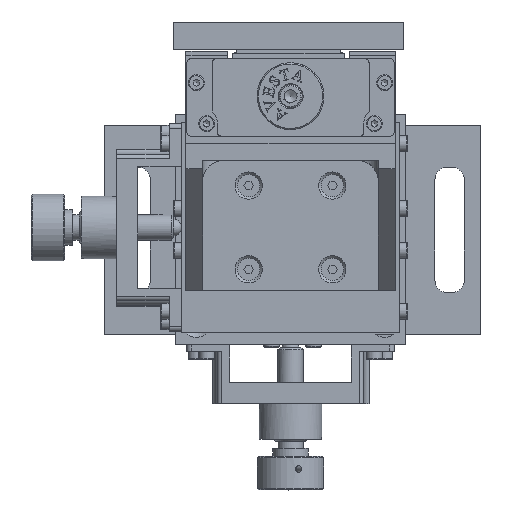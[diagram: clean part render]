
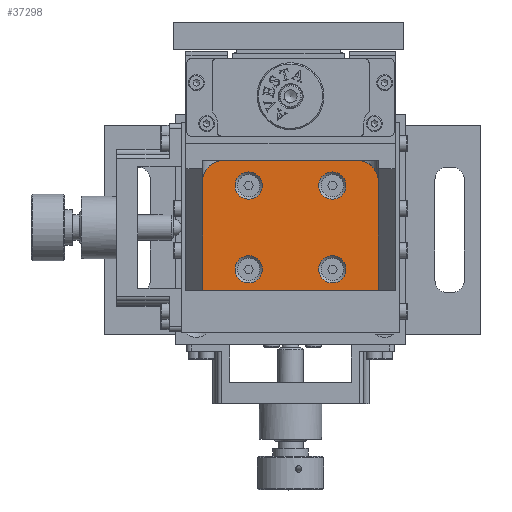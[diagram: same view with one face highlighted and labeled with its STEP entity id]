
A CAD part, top view. The second image highlights one B-rep face of the part: STEP entity #37298.
In plain terms, the highlighted planar face has unit normal (0, -0.001, 1).
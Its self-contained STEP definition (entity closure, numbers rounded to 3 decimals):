
#1661=FACE_BOUND('',#12598,.T.);
#1662=FACE_BOUND('',#12599,.T.);
#1663=FACE_BOUND('',#12600,.T.);
#1664=FACE_BOUND('',#12601,.T.);
#2654=PLANE('',#39878);
#5094=LINE('',#62411,#8085);
#5100=LINE('',#62425,#8091);
#5104=LINE('',#62432,#8095);
#5105=LINE('',#62433,#8096);
#8085=VECTOR('',#47033,10.);
#8091=VECTOR('',#47045,10.);
#8095=VECTOR('',#47053,10.);
#8096=VECTOR('',#47054,10.);
#10496=FACE_OUTER_BOUND('',#12597,.T.);
#12597=EDGE_LOOP('',(#30760,#30761,#30762,#30763,#30764,#30765));
#12598=EDGE_LOOP('',(#30766,#30767));
#12599=EDGE_LOOP('',(#30768,#30769));
#12600=EDGE_LOOP('',(#30770,#30771));
#12601=EDGE_LOOP('',(#30772,#30773));
#14161=CIRCLE('',#39844,3.25);
#14162=CIRCLE('',#39845,3.25);
#14163=CIRCLE('',#39847,3.25);
#14164=CIRCLE('',#39848,3.25);
#14165=CIRCLE('',#39850,3.25);
#14166=CIRCLE('',#39851,3.25);
#14173=CIRCLE('',#39862,3.25);
#14174=CIRCLE('',#39863,3.25);
#14179=CIRCLE('',#39876,5.);
#14180=CIRCLE('',#39879,5.);
#17197=VERTEX_POINT('',#62337);
#17198=VERTEX_POINT('',#62338);
#17199=VERTEX_POINT('',#62343);
#17200=VERTEX_POINT('',#62344);
#17201=VERTEX_POINT('',#62349);
#17202=VERTEX_POINT('',#62350);
#17209=VERTEX_POINT('',#62373);
#17210=VERTEX_POINT('',#62374);
#17214=VERTEX_POINT('',#62386);
#17216=VERTEX_POINT('',#62392);
#17223=VERTEX_POINT('',#62408);
#17224=VERTEX_POINT('',#62410);
#17228=VERTEX_POINT('',#62422);
#17229=VERTEX_POINT('',#62424);
#21939=EDGE_CURVE('',#17197,#17198,#14161,.T.);
#21940=EDGE_CURVE('',#17198,#17197,#14162,.T.);
#21942=EDGE_CURVE('',#17199,#17200,#14163,.T.);
#21943=EDGE_CURVE('',#17200,#17199,#14164,.T.);
#21945=EDGE_CURVE('',#17201,#17202,#14165,.T.);
#21946=EDGE_CURVE('',#17202,#17201,#14166,.T.);
#21957=EDGE_CURVE('',#17209,#17210,#14173,.T.);
#21958=EDGE_CURVE('',#17210,#17209,#14174,.T.);
#21974=EDGE_CURVE('',#17224,#17223,#5094,.T.);
#21978=EDGE_CURVE('',#17223,#17214,#14179,.T.);
#21981=EDGE_CURVE('',#17229,#17228,#5100,.T.);
#21985=EDGE_CURVE('',#17216,#17229,#14180,.T.);
#21986=EDGE_CURVE('',#17224,#17228,#5104,.T.);
#21987=EDGE_CURVE('',#17214,#17216,#5105,.T.);
#30760=ORIENTED_EDGE('',*,*,#21985,.T.);
#30761=ORIENTED_EDGE('',*,*,#21981,.T.);
#30762=ORIENTED_EDGE('',*,*,#21986,.F.);
#30763=ORIENTED_EDGE('',*,*,#21974,.T.);
#30764=ORIENTED_EDGE('',*,*,#21978,.T.);
#30765=ORIENTED_EDGE('',*,*,#21987,.T.);
#30766=ORIENTED_EDGE('',*,*,#21939,.T.);
#30767=ORIENTED_EDGE('',*,*,#21940,.T.);
#30768=ORIENTED_EDGE('',*,*,#21942,.T.);
#30769=ORIENTED_EDGE('',*,*,#21943,.T.);
#30770=ORIENTED_EDGE('',*,*,#21945,.T.);
#30771=ORIENTED_EDGE('',*,*,#21946,.T.);
#30772=ORIENTED_EDGE('',*,*,#21957,.T.);
#30773=ORIENTED_EDGE('',*,*,#21958,.T.);
#37298=ADVANCED_FACE('',(#10496,#1661,#1662,#1663,#1664),#2654,.T.);
#39844=AXIS2_PLACEMENT_3D('',#62339,#46956,#46957);
#39845=AXIS2_PLACEMENT_3D('',#62340,#46958,#46959);
#39847=AXIS2_PLACEMENT_3D('',#62345,#46963,#46964);
#39848=AXIS2_PLACEMENT_3D('',#62346,#46965,#46966);
#39850=AXIS2_PLACEMENT_3D('',#62351,#46970,#46971);
#39851=AXIS2_PLACEMENT_3D('',#62352,#46972,#46973);
#39862=AXIS2_PLACEMENT_3D('',#62375,#46998,#46999);
#39863=AXIS2_PLACEMENT_3D('',#62376,#47000,#47001);
#39876=AXIS2_PLACEMENT_3D('',#62417,#47039,#47040);
#39878=AXIS2_PLACEMENT_3D('',#62430,#47049,#47050);
#39879=AXIS2_PLACEMENT_3D('',#62431,#47051,#47052);
#46956=DIRECTION('center_axis',(0.,0.001,
-1.));
#46957=DIRECTION('ref_axis',(0.,-1.,-0.001));
#46958=DIRECTION('center_axis',(0.,0.001,
-1.));
#46959=DIRECTION('ref_axis',(0.,-1.,-0.001));
#46963=DIRECTION('center_axis',(0.,0.001,
-1.));
#46964=DIRECTION('ref_axis',(0.,-1.,-0.001));
#46965=DIRECTION('center_axis',(0.,0.001,
-1.));
#46966=DIRECTION('ref_axis',(0.,-1.,-0.001));
#46970=DIRECTION('center_axis',(0.,0.001,
-1.));
#46971=DIRECTION('ref_axis',(0.,-1.,-0.001));
#46972=DIRECTION('center_axis',(0.,0.001,
-1.));
#46973=DIRECTION('ref_axis',(0.,-1.,-0.001));
#46998=DIRECTION('center_axis',(0.,0.001,
-1.));
#46999=DIRECTION('ref_axis',(0.,-1.,-0.001));
#47000=DIRECTION('center_axis',(0.,0.001,
-1.));
#47001=DIRECTION('ref_axis',(0.,-1.,-0.001));
#47033=DIRECTION('',(0.,1.,0.001));
#47039=DIRECTION('center_axis',(0.,-0.001,
1.));
#47040=DIRECTION('ref_axis',(-1.,0.,0.));
#47045=DIRECTION('',(0.,-1.,-0.001));
#47049=DIRECTION('center_axis',(0.,-0.001,
1.));
#47050=DIRECTION('ref_axis',(-1.,0.,0.));
#47051=DIRECTION('center_axis',(0.,-0.001,
1.));
#47052=DIRECTION('ref_axis',(0.,-1.,-0.001));
#47053=DIRECTION('',(-1.,0.,0.));
#47054=DIRECTION('',(-1.,0.,0.));
#62337=CARTESIAN_POINT('',(-4.864,26.571,60.514));
#62338=CARTESIAN_POINT('',(-4.864,33.071,60.518));
#62339=CARTESIAN_POINT('Origin',(-4.864,29.821,60.516));
#62340=CARTESIAN_POINT('Origin',(-4.864,29.821,60.516));
#62343=CARTESIAN_POINT('',(15.136,26.571,60.514));
#62344=CARTESIAN_POINT('',(15.136,33.071,60.518));
#62345=CARTESIAN_POINT('Origin',(15.136,29.821,60.516));
#62346=CARTESIAN_POINT('Origin',(15.136,29.821,60.516));
#62349=CARTESIAN_POINT('',(-4.864,6.571,60.501));
#62350=CARTESIAN_POINT('',(-4.864,13.071,60.505));
#62351=CARTESIAN_POINT('Origin',(-4.864,9.821,60.503));
#62352=CARTESIAN_POINT('Origin',(-4.864,9.821,60.503));
#62373=CARTESIAN_POINT('',(15.136,6.571,60.501));
#62374=CARTESIAN_POINT('',(15.136,13.071,60.505));
#62375=CARTESIAN_POINT('Origin',(15.136,9.821,60.503));
#62376=CARTESIAN_POINT('Origin',(15.136,9.821,60.503));
#62386=CARTESIAN_POINT('',(21.136,35.821,60.52));
#62392=CARTESIAN_POINT('',(-10.864,35.821,60.52));
#62408=CARTESIAN_POINT('',(26.136,30.821,60.517));
#62410=CARTESIAN_POINT('',(26.136,4.821,60.499));
#62411=CARTESIAN_POINT('',(26.136,30.821,60.517));
#62417=CARTESIAN_POINT('Origin',(21.136,30.821,60.517));
#62422=CARTESIAN_POINT('',(-15.864,4.821,60.499));
#62424=CARTESIAN_POINT('',(-15.864,30.821,60.517));
#62425=CARTESIAN_POINT('',(-15.864,2.358,60.498));
#62430=CARTESIAN_POINT('Origin',(5.136,18.568,60.509));
#62431=CARTESIAN_POINT('Origin',(-10.864,30.821,60.517));
#62432=CARTESIAN_POINT('',(-7.364,4.821,60.499));
#62433=CARTESIAN_POINT('',(-10.864,35.821,60.52));
